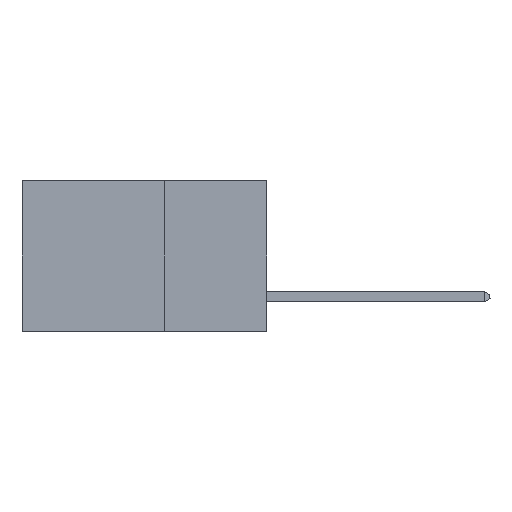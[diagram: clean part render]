
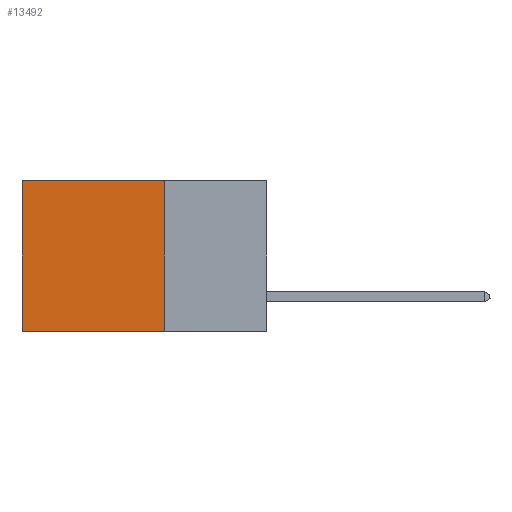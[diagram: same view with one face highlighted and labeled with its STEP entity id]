
A CAD part, left-side view. The second image highlights one B-rep face of the part: STEP entity #13492.
In plain terms, the highlighted planar face has unit normal (-1, 0, 0).
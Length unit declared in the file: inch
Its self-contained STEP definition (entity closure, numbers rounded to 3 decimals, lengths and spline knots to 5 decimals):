
#651 = EDGE_LOOP ( 'NONE', ( #21598, #11633, #14182, #2278 ) ) ;
#1138 = CARTESIAN_POINT ( 'NONE',  ( 0.2875, 0.25, 0. ) ) ;
#1844 = VERTEX_POINT ( 'NONE', #3030 ) ;
#2278 = ORIENTED_EDGE ( 'NONE', *, *, #16962, .T. ) ;
#2492 = VECTOR ( 'NONE', #5440, 39.37008 ) ;
#2698 = VERTEX_POINT ( 'NONE', #3646 ) ;
#2935 = VECTOR ( 'NONE', #3927, 39.37008 ) ;
#3030 = CARTESIAN_POINT ( 'NONE',  ( 0.2875, 0.6, 0. ) ) ;
#3646 = CARTESIAN_POINT ( 'NONE',  ( 0.2875, 0.6, -0.37 ) ) ;
#3927 = DIRECTION ( 'NONE',  ( 0., 1., 0. ) ) ;
#4028 = CARTESIAN_POINT ( 'NONE',  ( 0.2875, 0.25, -0.37 ) ) ;
#4177 = AXIS2_PLACEMENT_3D ( 'NONE', #16453, #19828, #18118 ) ;
#4571 = CARTESIAN_POINT ( 'NONE',  ( 0.2875, 0.25, 0. ) ) ;
#4723 = PLANE ( 'NONE',  #4177 ) ;
#5440 = DIRECTION ( 'NONE',  ( 0., 1., 0. ) ) ;
#5569 = CARTESIAN_POINT ( 'NONE',  ( 0.2875, 0.25, -0.37 ) ) ;
#7175 = VERTEX_POINT ( 'NONE', #1138 ) ;
#7492 = VECTOR ( 'NONE', #11285, 39.37008 ) ;
#8479 = CARTESIAN_POINT ( 'NONE',  ( 0.2875, 0.6, 0. ) ) ;
#8668 = VERTEX_POINT ( 'NONE', #4028 ) ;
#8815 = LINE ( 'NONE', #4571, #7492 ) ;
#8960 = LINE ( 'NONE', #10259, #2935 ) ;
#9286 = LINE ( 'NONE', #5569, #2492 ) ;
#10259 = CARTESIAN_POINT ( 'NONE',  ( 0.2875, 0.25, 0. ) ) ;
#11143 = LINE ( 'NONE', #8479, #17206 ) ;
#11285 = DIRECTION ( 'NONE',  ( 0., 0., -1. ) ) ;
#11633 = ORIENTED_EDGE ( 'NONE', *, *, #12116, .F. ) ;
#11838 = FACE_OUTER_BOUND ( 'NONE', #651, .T. ) ;
#12116 = EDGE_CURVE ( 'NONE', #8668, #2698, #9286, .T. ) ;
#13492 = ADVANCED_FACE ( 'NONE', ( #11838 ), #4723, .F. ) ;
#14182 = ORIENTED_EDGE ( 'NONE', *, *, #14684, .F. ) ;
#14684 = EDGE_CURVE ( 'NONE', #7175, #8668, #8815, .T. ) ;
#14985 = EDGE_CURVE ( 'NONE', #1844, #2698, #11143, .T. ) ;
#15190 = DIRECTION ( 'NONE',  ( 0., 0., -1. ) ) ;
#16453 = CARTESIAN_POINT ( 'NONE',  ( 0.2875, 0.25, 0. ) ) ;
#16962 = EDGE_CURVE ( 'NONE', #7175, #1844, #8960, .T. ) ;
#17206 = VECTOR ( 'NONE', #15190, 39.37008 ) ;
#18118 = DIRECTION ( 'NONE',  ( 0., 0., -1. ) ) ;
#19828 = DIRECTION ( 'NONE',  ( 1., 0., 0. ) ) ;
#21598 = ORIENTED_EDGE ( 'NONE', *, *, #14985, .T. ) ;
